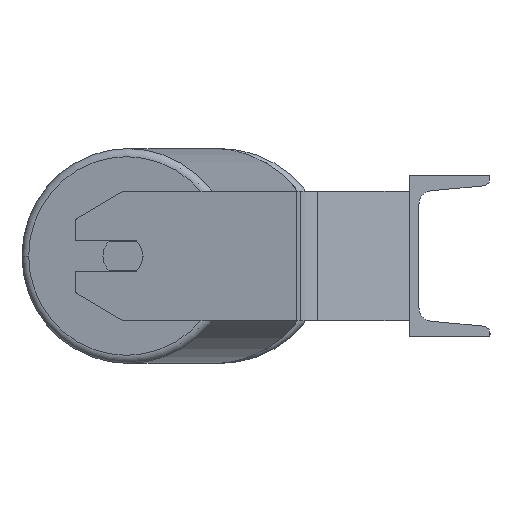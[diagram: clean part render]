
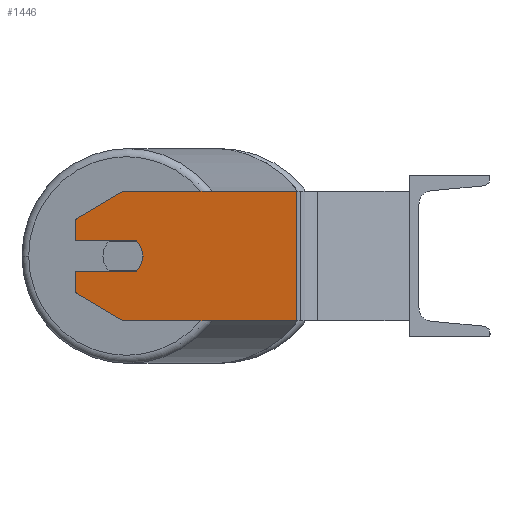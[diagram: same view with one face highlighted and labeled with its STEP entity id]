
A CAD part, left-side view. The second image highlights one B-rep face of the part: STEP entity #1446.
In plain terms, the highlighted planar face has unit normal (-0.985, 0.174, 0).
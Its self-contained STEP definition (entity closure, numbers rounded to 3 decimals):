
#44 = VERTEX_POINT ( 'NONE', #7410 ) ;
#88 = LINE ( 'NONE', #7268, #7158 ) ;
#223 = DIRECTION ( 'NONE',  ( 0.15, 0.853, -0.5 ) ) ;
#327 = CARTESIAN_POINT ( 'NONE',  ( -518.763, 169.366, -9.5 ) ) ;
#393 = VERTEX_POINT ( 'NONE', #6100 ) ;
#401 = VERTEX_POINT ( 'NONE', #7622 ) ;
#409 = VERTEX_POINT ( 'NONE', #4639 ) ;
#494 = VERTEX_POINT ( 'NONE', #2581 ) ;
#498 = ORIENTED_EDGE ( 'NONE', *, *, #598, .F. ) ;
#564 = ORIENTED_EDGE ( 'NONE', *, *, #6734, .T. ) ;
#598 = EDGE_CURVE ( 'NONE', #44, #2605, #8920, .T. ) ;
#776 = CARTESIAN_POINT ( 'NONE',  ( -518.763, 169.366, -9.5 ) ) ;
#1007 = CARTESIAN_POINT ( 'NONE',  ( -536.282, 70.007, 40. ) ) ;
#1032 = CARTESIAN_POINT ( 'NONE',  ( -512.142, 206.911, -40. ) ) ;
#1058 = CIRCLE ( 'NONE', #8447, 12.5 ) ;
#1102 = ORIENTED_EDGE ( 'NONE', *, *, #2844, .F. ) ;
#1136 = ORIENTED_EDGE ( 'NONE', *, *, #2932, .F. ) ;
#1236 = VECTOR ( 'NONE', #2326, 1000. ) ;
#1290 = ORIENTED_EDGE ( 'NONE', *, *, #8699, .T. ) ;
#1411 = ORIENTED_EDGE ( 'NONE', *, *, #5269, .T. ) ;
#1446 = ADVANCED_FACE ( 'NONE', ( #8520 ), #2204, .F. ) ;
#1616 = LINE ( 'NONE', #6564, #4195 ) ;
#1819 = EDGE_CURVE ( 'NONE', #2605, #393, #7936, .T. ) ;
#2204 = PLANE ( 'NONE',  #4841 ) ;
#2227 = CARTESIAN_POINT ( 'NONE',  ( -512.142, 206.911, 40. ) ) ;
#2282 = VECTOR ( 'NONE', #7695, 1000. ) ;
#2326 = DIRECTION ( 'NONE',  ( 0., 0., -1. ) ) ;
#2541 = LINE ( 'NONE', #5520, #5945 ) ;
#2581 = CARTESIAN_POINT ( 'NONE',  ( -512.142, 206.911, 22.679 ) ) ;
#2605 = VERTEX_POINT ( 'NONE', #3263 ) ;
#2734 = AXIS2_PLACEMENT_3D ( 'NONE', #2872, #3680, #5714 ) ;
#2844 = EDGE_CURVE ( 'NONE', #409, #4286, #7367, .T. ) ;
#2872 = CARTESIAN_POINT ( 'NONE',  ( -517.352, 177.366, 0. ) ) ;
#2911 = LINE ( 'NONE', #2227, #3884 ) ;
#2932 = EDGE_CURVE ( 'NONE', #7581, #44, #1058, .T. ) ;
#3172 = DIRECTION ( 'NONE',  ( -0.174, -0.985, 0. ) ) ;
#3263 = CARTESIAN_POINT ( 'NONE',  ( -518.763, 169.366, 9.5 ) ) ;
#3268 = ORIENTED_EDGE ( 'NONE', *, *, #4437, .T. ) ;
#3398 = LINE ( 'NONE', #1032, #5693 ) ;
#3442 = DIRECTION ( 'NONE',  ( 0.174, 0.985, 0. ) ) ;
#3449 = EDGE_LOOP ( 'NONE', ( #1411, #1290, #564, #1102, #7498, #3947, #3268, #4839, #498, #1136, #4099 ) ) ;
#3526 = VECTOR ( 'NONE', #3172, 1000. ) ;
#3680 = DIRECTION ( 'NONE',  ( -0.985, 0.174, 0. ) ) ;
#3692 = DIRECTION ( 'NONE',  ( -0.174, -0.985, 0. ) ) ;
#3776 = DIRECTION ( 'NONE',  ( 0.174, 0.985, 0. ) ) ;
#3884 = VECTOR ( 'NONE', #6599, 1000. ) ;
#3947 = ORIENTED_EDGE ( 'NONE', *, *, #4800, .T. ) ;
#3992 = VERTEX_POINT ( 'NONE', #7643 ) ;
#4033 = CARTESIAN_POINT ( 'NONE',  ( -517.352, 177.366, -40. ) ) ;
#4099 = ORIENTED_EDGE ( 'NONE', *, *, #7771, .F. ) ;
#4195 = VECTOR ( 'NONE', #223, 1000. ) ;
#4286 = VERTEX_POINT ( 'NONE', #9008 ) ;
#4437 = EDGE_CURVE ( 'NONE', #494, #393, #2911, .T. ) ;
#4639 = CARTESIAN_POINT ( 'NONE',  ( -536.282, 70.007, 40. ) ) ;
#4800 = EDGE_CURVE ( 'NONE', #401, #494, #1616, .T. ) ;
#4839 = ORIENTED_EDGE ( 'NONE', *, *, #1819, .F. ) ;
#4841 = AXIS2_PLACEMENT_3D ( 'NONE', #5029, #6929, #3442 ) ;
#5029 = CARTESIAN_POINT ( 'NONE',  ( -512.142, 206.911, 40. ) ) ;
#5269 = EDGE_CURVE ( 'NONE', #7749, #3992, #2541, .T. ) ;
#5432 = DIRECTION ( 'NONE',  ( -0.174, -0.985, 0. ) ) ;
#5520 = CARTESIAN_POINT ( 'NONE',  ( -512.142, 206.911, 40. ) ) ;
#5671 = LINE ( 'NONE', #8433, #2282 ) ;
#5693 = VECTOR ( 'NONE', #7421, 1000. ) ;
#5714 = DIRECTION ( 'NONE',  ( -0.174, -0.985, 0. ) ) ;
#5945 = VECTOR ( 'NONE', #8220, 1000. ) ;
#6100 = CARTESIAN_POINT ( 'NONE',  ( -512.142, 206.911, 9.5 ) ) ;
#6564 = CARTESIAN_POINT ( 'NONE',  ( -512.142, 206.911, 22.679 ) ) ;
#6599 = DIRECTION ( 'NONE',  ( 0., 0., -1. ) ) ;
#6671 = LINE ( 'NONE', #327, #3526 ) ;
#6734 = EDGE_CURVE ( 'NONE', #6759, #4286, #3398, .T. ) ;
#6759 = VERTEX_POINT ( 'NONE', #4033 ) ;
#6929 = DIRECTION ( 'NONE',  ( 0.985, -0.174, 0. ) ) ;
#6957 = EDGE_CURVE ( 'NONE', #401, #409, #88, .T. ) ;
#7158 = VECTOR ( 'NONE', #3692, 1000. ) ;
#7268 = CARTESIAN_POINT ( 'NONE',  ( -512.142, 206.911, 40. ) ) ;
#7367 = LINE ( 'NONE', #1007, #1236 ) ;
#7410 = CARTESIAN_POINT ( 'NONE',  ( -519.522, 165.056, 0. ) ) ;
#7421 = DIRECTION ( 'NONE',  ( -0.174, -0.985, 0. ) ) ;
#7463 = CARTESIAN_POINT ( 'NONE',  ( -512.142, 206.911, -9.5 ) ) ;
#7498 = ORIENTED_EDGE ( 'NONE', *, *, #6957, .F. ) ;
#7581 = VERTEX_POINT ( 'NONE', #776 ) ;
#7622 = CARTESIAN_POINT ( 'NONE',  ( -517.352, 177.366, 40. ) ) ;
#7643 = CARTESIAN_POINT ( 'NONE',  ( -512.142, 206.911, -22.679 ) ) ;
#7695 = DIRECTION ( 'NONE',  ( -0.15, -0.853, -0.5 ) ) ;
#7749 = VERTEX_POINT ( 'NONE', #7463 ) ;
#7771 = EDGE_CURVE ( 'NONE', #7749, #7581, #6671, .T. ) ;
#7936 = LINE ( 'NONE', #8592, #8678 ) ;
#8162 = DIRECTION ( 'NONE',  ( -0.985, 0.174, 0. ) ) ;
#8220 = DIRECTION ( 'NONE',  ( 0., 0., -1. ) ) ;
#8221 = CARTESIAN_POINT ( 'NONE',  ( -517.352, 177.366, 0. ) ) ;
#8433 = CARTESIAN_POINT ( 'NONE',  ( -517.352, 177.366, -40. ) ) ;
#8447 = AXIS2_PLACEMENT_3D ( 'NONE', #8221, #8162, #5432 ) ;
#8520 = FACE_OUTER_BOUND ( 'NONE', #3449, .T. ) ;
#8592 = CARTESIAN_POINT ( 'NONE',  ( -512.142, 206.911, 9.5 ) ) ;
#8678 = VECTOR ( 'NONE', #3776, 1000. ) ;
#8699 = EDGE_CURVE ( 'NONE', #3992, #6759, #5671, .T. ) ;
#8920 = CIRCLE ( 'NONE', #2734, 12.5 ) ;
#9008 = CARTESIAN_POINT ( 'NONE',  ( -536.282, 70.007, -40. ) ) ;
